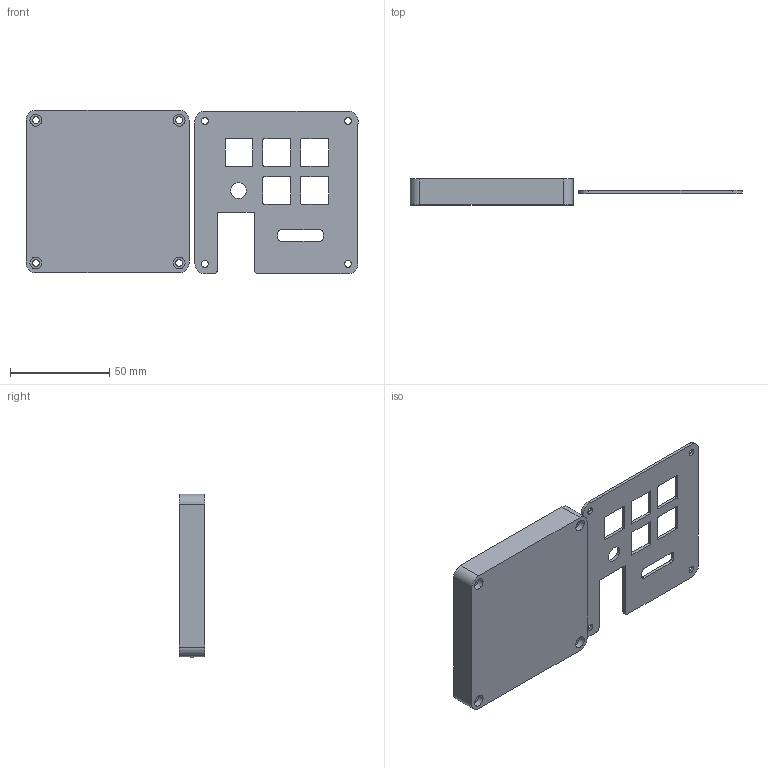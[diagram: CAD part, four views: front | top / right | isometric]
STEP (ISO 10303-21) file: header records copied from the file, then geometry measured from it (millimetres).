
FILE_DESCRIPTION(/* description */ (''),/* implementation_level */ '2;1');
FILE_NAME(/* name */ 'final macropad izeezi.step',/* time_stamp */ '2026-01-19T15:25:15+08:00',/* author */ (''),/* organization */ (''),/* preprocessor_version */ 'ST-DEVELOPER v20.1',/* originating_system */ 'Autodesk Translation Framework v14.21.0.0',/* authorisation */ '');
FILE_SCHEMA (('AUTOMOTIVE_DESIGN { 1 0 10303 214 3 1 1 }'));
Length unit declared in the file: millimetre
Products named in the file (3): final macropad izeezi; bottom casing; top casing
Assembly tree (2 placements, depth 2):
  final macropad izeezi
    bottom casing
    top casing
Bounding box: 167.25 x 13 x 82.38 mm (x, y, z)
Volume: 52840.3 mm3; surface area: 31562.4 mm2
Topology: 2 solids, 2 shells, 103 faces, 284 edges, 189 vertices
Faces by surface type: plane 52, cylinder 51
Full cylindrical faces by diameter (mm): 3.4 x8, 6 x4, 8 x1
Entity records: 3457 total; most frequent: DIRECTION 602, CARTESIAN_POINT 581, ORIENTED_EDGE 568, EDGE_CURVE 284, AXIS2_PLACEMENT_3D 210, VERTEX_POINT 189, LINE 182, VECTOR 182
